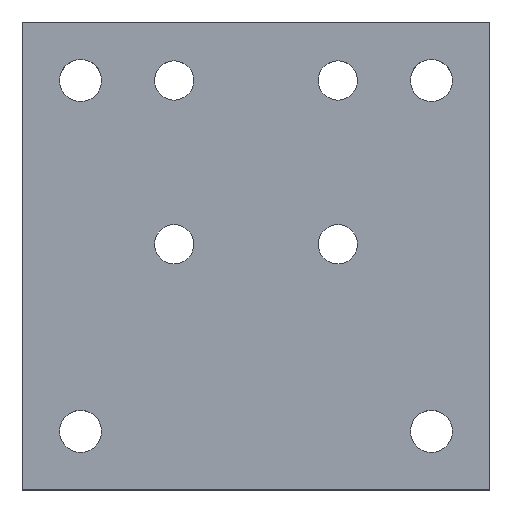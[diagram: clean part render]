
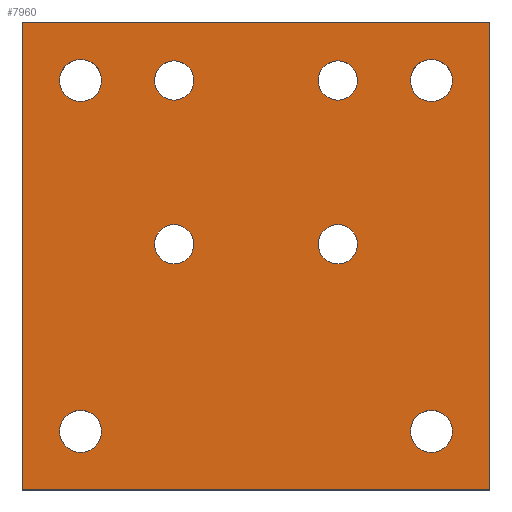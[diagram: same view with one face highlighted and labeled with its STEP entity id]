
A CAD part, top view. The second image highlights one B-rep face of the part: STEP entity #7960.
In plain terms, the highlighted planar face has unit normal (0, 0, 1).
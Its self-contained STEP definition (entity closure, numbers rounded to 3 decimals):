
#780=CARTESIAN_POINT('',(39.2,35.,12.));
#790=VERTEX_POINT('',#780);
#820=CARTESIAN_POINT('',(35.,35.,12.));
#830=DIRECTION('',(0.,0.,-1.));
#840=DIRECTION('',(1.,0.,0.));
#850=AXIS2_PLACEMENT_3D('',#820,#830,#840);
#860=CIRCLE('',#850,4.2);
#870=CARTESIAN_POINT('',(30.8,35.,12.));
#880=VERTEX_POINT('',#870);
#890=EDGE_CURVE('',#790,#880,#860,.T.);
#1780=CARTESIAN_POINT('',(39.2,0.,12.));
#1790=VERTEX_POINT('',#1780);
#1820=CARTESIAN_POINT('',(35.,0.,12.));
#1830=DIRECTION('',(0.,0.,-1.));
#1840=DIRECTION('',(1.,0.,0.));
#1850=AXIS2_PLACEMENT_3D('',#1820,#1830,#1840);
#1860=CIRCLE('',#1850,4.2);
#1870=CARTESIAN_POINT('',(30.8,0.,12.));
#1880=VERTEX_POINT('',#1870);
#1890=EDGE_CURVE('',#1790,#1880,#1860,.T.);
#2780=CARTESIAN_POINT('',(-4.2,35.,12.));
#2790=VERTEX_POINT('',#2780);
#2820=CARTESIAN_POINT('',(0.,35.,12.));
#2830=DIRECTION('',(0.,0.,-1.));
#2840=DIRECTION('',(1.,0.,0.));
#2850=AXIS2_PLACEMENT_3D('',#2820,#2830,#2840);
#2860=CIRCLE('',#2850,4.2);
#2870=CARTESIAN_POINT('',(4.2,35.,12.));
#2880=VERTEX_POINT('',#2870);
#2890=EDGE_CURVE('',#2790,#2880,#2860,.T.);
#3780=CARTESIAN_POINT('',(4.2,0.,12.));
#3790=VERTEX_POINT('',#3780);
#3820=CARTESIAN_POINT('',(0.,0.,12.)
);
#3830=DIRECTION('',(0.,0.,-1.));
#3840=DIRECTION('',(1.,0.,0.));
#3850=AXIS2_PLACEMENT_3D('',#3820,#3830,#3840);
#3860=CIRCLE('',#3850,4.2);
#3870=CARTESIAN_POINT('',(-4.2,0.,12.));
#3880=VERTEX_POINT('',#3870);
#3890=EDGE_CURVE('',#3790,#3880,#3860,.T.);
#4120=CARTESIAN_POINT('',(50.5,-40.,12.));
#4130=VERTEX_POINT('',#4120);
#4160=CARTESIAN_POINT('',(55.,-40.,12.));
#4170=DIRECTION('',(0.,0.,-1.));
#4180=DIRECTION('',(1.,0.,0.));
#4190=AXIS2_PLACEMENT_3D('',#4160,#4170,#4180);
#4200=CIRCLE('',#4190,4.5);
#4210=CARTESIAN_POINT('',(59.5,-40.,12.));
#4220=VERTEX_POINT('',#4210);
#4230=EDGE_CURVE('',#4130,#4220,#4200,.T.);
#4540=CARTESIAN_POINT('',(59.5,35.,12.));
#4550=VERTEX_POINT('',#4540);
#4580=CARTESIAN_POINT('',(55.,35.,12.));
#4590=DIRECTION('',(0.,0.,-1.));
#4600=DIRECTION('',(1.,0.,0.));
#4610=AXIS2_PLACEMENT_3D('',#4580,#4590,#4600);
#4620=CIRCLE('',#4610,4.5);
#4630=CARTESIAN_POINT('',(50.5,35.,12.));
#4640=VERTEX_POINT('',#4630);
#4650=EDGE_CURVE('',#4550,#4640,#4620,.T.);
#4960=CARTESIAN_POINT('',(-24.5,-40.,12.));
#4970=VERTEX_POINT('',#4960);
#5000=CARTESIAN_POINT('',(-20.,-40.,12.));
#5010=DIRECTION('',(0.,0.,-1.));
#5020=DIRECTION('',(1.,0.,0.));
#5030=AXIS2_PLACEMENT_3D('',#5000,#5010,#5020);
#5040=CIRCLE('',#5030,4.5);
#5050=CARTESIAN_POINT('',(-15.5,-40.,12.));
#5060=VERTEX_POINT('',#5050);
#5070=EDGE_CURVE('',#4970,#5060,#5040,.T.);
#5380=CARTESIAN_POINT('',(-24.5,35.,12.));
#5390=VERTEX_POINT('',#5380);
#5420=CARTESIAN_POINT('',(-20.,35.,12.));
#5430=DIRECTION('',(0.,0.,-1.));
#5440=DIRECTION('',(1.,0.,0.));
#5450=AXIS2_PLACEMENT_3D('',#5420,#5430,#5440);
#5460=CIRCLE('',#5450,4.5);
#5470=CARTESIAN_POINT('',(-15.5,35.,12.));
#5480=VERTEX_POINT('',#5470);
#5490=EDGE_CURVE('',#5390,#5480,#5460,.T.);
#5800=CARTESIAN_POINT('',(-32.5,47.5,12.));
#5810=VERTEX_POINT('',#5800);
#5960=CARTESIAN_POINT('',(67.5,47.5,12.));
#5970=VERTEX_POINT('',#5960);
#6000=CARTESIAN_POINT('',(0.,47.5,12.));
#6010=DIRECTION('',(-1.,0.,0.));
#6020=VECTOR('',#6010,1.);
#6030=LINE('',#6000,#6020);
#6040=EDGE_CURVE('',#5970,#5810,#6030,.T.);
#6270=CARTESIAN_POINT('',(67.5,-52.5,12.));
#6280=VERTEX_POINT('',#6270);
#6310=CARTESIAN_POINT('',(67.5,0.,12.));
#6320=DIRECTION('',(0.,1.,0.));
#6330=VECTOR('',#6320,1.);
#6340=LINE('',#6310,#6330);
#6350=EDGE_CURVE('',#6280,#5970,#6340,.T.);
#6580=CARTESIAN_POINT('',(-32.5,-52.5,12.));
#6590=VERTEX_POINT('',#6580);
#6620=CARTESIAN_POINT('',(0.,-52.5,12.));
#6630=DIRECTION('',(-1.,0.,0.));
#6640=VECTOR('',#6630,1.);
#6650=LINE('',#6620,#6640);
#6660=EDGE_CURVE('',#6280,#6590,#6650,.T.);
#7360=CARTESIAN_POINT('',(-32.5,0.,12.));
#7370=DIRECTION('',(0.,1.,0.));
#7380=VECTOR('',#7370,1.);
#7390=LINE('',#7360,#7380);
#7400=EDGE_CURVE('',#6590,#5810,#7390,.T.);
#7450=CARTESIAN_POINT('',(-31.5,-51.5,12.));
#7460=DIRECTION('',(0.,0.,1.));
#7470=DIRECTION('',(1.,0.,0.));
#7480=AXIS2_PLACEMENT_3D('',#7450,#7460,#7470);
#7490=PLANE('',#7480);
#7500=ORIENTED_EDGE('',*,*,#1890,.T.);
#7510=EDGE_CURVE('',#1880,#1790,#1860,.T.);
#7520=ORIENTED_EDGE('',*,*,#7510,.T.);
#7530=EDGE_LOOP('',(#7520,#7500));
#7540=FACE_BOUND('',#7530,.T.);
#7550=EDGE_CURVE('',#2880,#2790,#2860,.T.);
#7560=ORIENTED_EDGE('',*,*,#7550,.T.);
#7570=ORIENTED_EDGE('',*,*,#2890,.T.);
#7580=EDGE_LOOP('',(#7570,#7560));
#7590=FACE_BOUND('',#7580,.T.);
#7600=EDGE_CURVE('',#3880,#3790,#3860,.T.);
#7610=ORIENTED_EDGE('',*,*,#7600,.T.);
#7620=ORIENTED_EDGE('',*,*,#3890,.T.);
#7630=EDGE_LOOP('',(#7620,#7610));
#7640=FACE_BOUND('',#7630,.T.);
#7650=ORIENTED_EDGE('',*,*,#4230,.T.);
#7660=EDGE_CURVE('',#4220,#4130,#4200,.T.);
#7670=ORIENTED_EDGE('',*,*,#7660,.T.);
#7680=EDGE_LOOP('',(#7670,#7650));
#7690=FACE_BOUND('',#7680,.T.);
#7700=ORIENTED_EDGE('',*,*,#4650,.T.);
#7710=EDGE_CURVE('',#4640,#4550,#4620,.T.);
#7720=ORIENTED_EDGE('',*,*,#7710,.T.);
#7730=EDGE_LOOP('',(#7720,#7700));
#7740=FACE_BOUND('',#7730,.T.);
#7750=EDGE_CURVE('',#5060,#4970,#5040,.T.);
#7760=ORIENTED_EDGE('',*,*,#7750,.T.);
#7770=ORIENTED_EDGE('',*,*,#5070,.T.);
#7780=EDGE_LOOP('',(#7770,#7760));
#7790=FACE_BOUND('',#7780,.T.);
#7800=ORIENTED_EDGE('',*,*,#5490,.T.);
#7810=EDGE_CURVE('',#5480,#5390,#5460,.T.);
#7820=ORIENTED_EDGE('',*,*,#7810,.T.);
#7830=EDGE_LOOP('',(#7820,#7800));
#7840=FACE_BOUND('',#7830,.T.);
#7850=ORIENTED_EDGE('',*,*,#890,.T.);
#7860=EDGE_CURVE('',#880,#790,#860,.T.);
#7870=ORIENTED_EDGE('',*,*,#7860,.T.);
#7880=EDGE_LOOP('',(#7870,#7850));
#7890=FACE_BOUND('',#7880,.T.);
#7900=ORIENTED_EDGE('',*,*,#6040,.T.);
#7910=ORIENTED_EDGE('',*,*,#6350,.T.);
#7920=ORIENTED_EDGE('',*,*,#6660,.F.);
#7930=ORIENTED_EDGE('',*,*,#7400,.F.);
#7940=EDGE_LOOP('',(#7930,#7920,#7910,#7900));
#7950=FACE_OUTER_BOUND('',#7940,.T.);
#7960=ADVANCED_FACE('',(#7540,#7590,#7640,#7690,#7740,#7790,#7840,#7890,
#7950),#7490,.T.);
